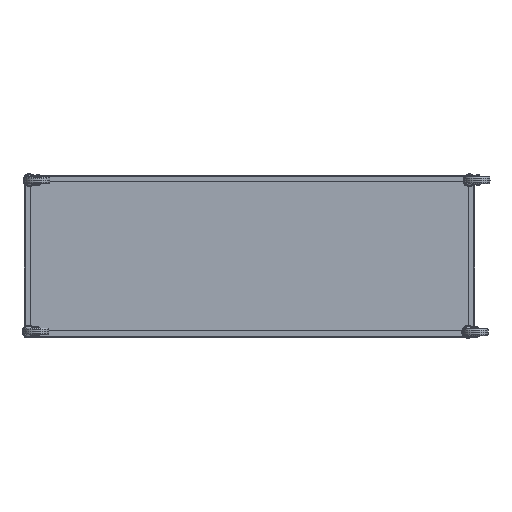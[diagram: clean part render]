
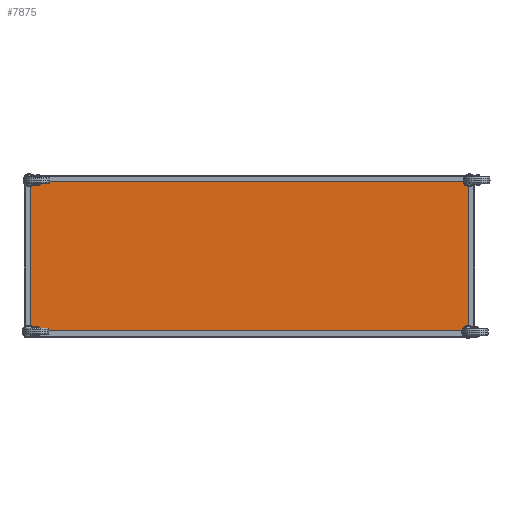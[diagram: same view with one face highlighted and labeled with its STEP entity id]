
A CAD part, front view. The second image highlights one B-rep face of the part: STEP entity #7875.
In plain terms, the highlighted planar face has unit normal (0, -1, 0).
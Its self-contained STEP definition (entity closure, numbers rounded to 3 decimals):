
#787=FACE_OUTER_BOUND('',#1237,.T.);
#1237=EDGE_LOOP('',(#5642,#5643,#5644,#5645));
#1897=LINE('',#12247,#2681);
#1901=LINE('',#12255,#2685);
#1904=LINE('',#12261,#2688);
#1907=LINE('',#12266,#2691);
#2681=VECTOR('',#9722,10.);
#2685=VECTOR('',#9728,10.);
#2688=VECTOR('',#9733,10.);
#2691=VECTOR('',#9738,10.);
#3385=VERTEX_POINT('',#12245);
#3386=VERTEX_POINT('',#12246);
#3389=VERTEX_POINT('',#12254);
#3391=VERTEX_POINT('',#12260);
#4229=EDGE_CURVE('',#3385,#3386,#1897,.T.);
#4233=EDGE_CURVE('',#3389,#3385,#1901,.T.);
#4236=EDGE_CURVE('',#3391,#3389,#1904,.T.);
#4239=EDGE_CURVE('',#3386,#3391,#1907,.T.);
#5642=ORIENTED_EDGE('',*,*,#4239,.F.);
#5643=ORIENTED_EDGE('',*,*,#4229,.F.);
#5644=ORIENTED_EDGE('',*,*,#4233,.F.);
#5645=ORIENTED_EDGE('',*,*,#4236,.F.);
#7524=PLANE('',#8584);
#7875=ADVANCED_FACE('',(#787),#7524,.F.);
#8584=AXIS2_PLACEMENT_3D('',#12269,#9742,#9743);
#9722=DIRECTION('',(1.,0.,0.));
#9728=DIRECTION('',(0.,0.,1.));
#9733=DIRECTION('',(-1.,0.,0.));
#9738=DIRECTION('',(0.,0.,-1.));
#9742=DIRECTION('center_axis',(0.,1.,0.));
#9743=DIRECTION('ref_axis',(0.,0.,1.));
#12245=CARTESIAN_POINT('',(0.,0.,0.));
#12246=CARTESIAN_POINT('',(1384.,0.,0.));
#12247=CARTESIAN_POINT('',(0.,0.,0.));
#12254=CARTESIAN_POINT('',(0.,0.,-494.));
#12255=CARTESIAN_POINT('',(0.,0.,-494.));
#12260=CARTESIAN_POINT('',(1384.,0.,-494.));
#12261=CARTESIAN_POINT('',(1384.,0.,-494.));
#12266=CARTESIAN_POINT('',(1384.,0.,0.));
#12269=CARTESIAN_POINT('Origin',(692.,0.,-247.));
